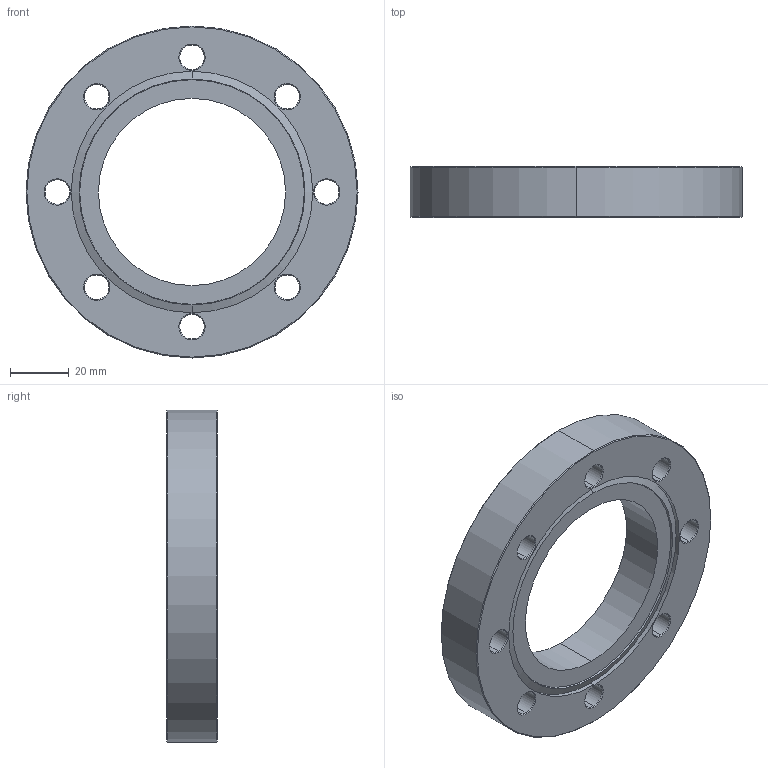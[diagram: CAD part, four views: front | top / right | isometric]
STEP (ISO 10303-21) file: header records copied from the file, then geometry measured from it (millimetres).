
FILE_DESCRIPTION (( 'STEP AP214' ), '1' );
FILE_NAME ('Hositrad_CF63-64D_DoubleSided.STEP', '2010-10-26T15:05:18', ( 'Hositrad' ), ( 'Hositrad' ), 'SwSTEP 2.0', 'SolidWorks 2010', '' );
FILE_SCHEMA (( 'AUTOMOTIVE_DESIGN' ));
Length unit declared in the file: millimetre
Products named in the file (1): Hositrad_CF63-64D_DoubleSided
Bounding box: 113.5 x 17.4 x 113.5 mm (x, y, z)
Volume: 107358.8 mm3; surface area: 26716.1 mm2
Topology: 1 solids, 1 shells, 72 faces, 160 edges, 92 vertices
Faces by surface type: cone 44, cylinder 24, plane 4
Entity records: 2054 total; most frequent: DIRECTION 398, CARTESIAN_POINT 325, ORIENTED_EDGE 320, AXIS2_PLACEMENT_3D 165, EDGE_CURVE 160, CIRCLE 92, VERTEX_POINT 92, EDGE_LOOP 92
